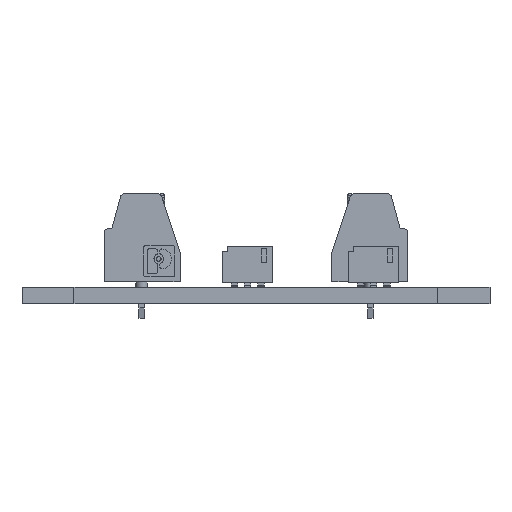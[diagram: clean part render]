
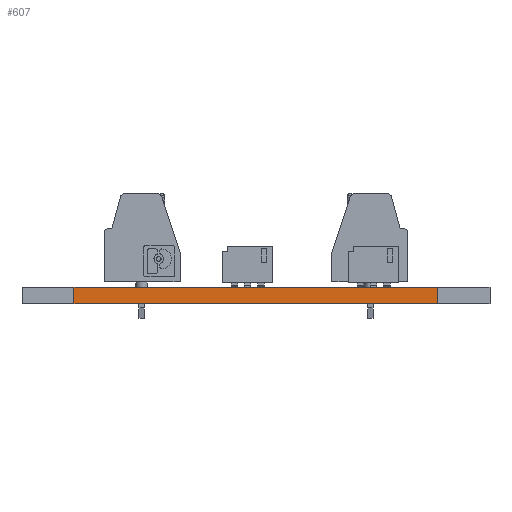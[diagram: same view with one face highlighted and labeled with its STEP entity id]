
A CAD part, front view. The second image highlights one B-rep face of the part: STEP entity #607.
In plain terms, the highlighted planar face has unit normal (0, -1, 0).
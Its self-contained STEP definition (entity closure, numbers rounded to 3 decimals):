
#607=ADVANCED_FACE('',(#2048),#2049,.T.);
#2048=FACE_OUTER_BOUND('',#5400,.T.);
#2049=PLANE('',#5401);
#5400=EDGE_LOOP('',(#11676,#11677,#11678,#11679));
#5401=AXIS2_PLACEMENT_3D('',#11680,#11681,#11682);
#11676=ORIENTED_EDGE('',*,*,#15671,.T.);
#11677=ORIENTED_EDGE('',*,*,#15672,.F.);
#11678=ORIENTED_EDGE('',*,*,#15329,.T.);
#11679=ORIENTED_EDGE('',*,*,#15670,.T.);
#11680=CARTESIAN_POINT('',(-17.5,0.,1.6));
#11681=DIRECTION('',(0.0,-1.0,0.));
#11682=DIRECTION('',(0.,0.,-1.0));
#15329=EDGE_CURVE('',#18281,#18279,#18282,.T.);
#15670=EDGE_CURVE('',#18279,#18796,#18798,.T.);
#15671=EDGE_CURVE('',#18796,#18799,#18800,.T.);
#15672=EDGE_CURVE('',#18281,#18799,#18801,.T.);
#18279=VERTEX_POINT('',#23429);
#18281=VERTEX_POINT('',#23432);
#18282=LINE('',#23433,#23434);
#18796=VERTEX_POINT('',#24319);
#18798=LINE('',#24322,#24323);
#18799=VERTEX_POINT('',#24324);
#18800=LINE('',#24325,#24326);
#18801=LINE('',#24327,#24328);
#23429=CARTESIAN_POINT('',(-17.5,0.,1.6));
#23432=CARTESIAN_POINT('',(17.5,0.,1.6));
#23433=CARTESIAN_POINT('',(0.,0.,1.6));
#23434=VECTOR('',#28467,1.0);
#24319=CARTESIAN_POINT('',(-17.5,0.0,0.0));
#24322=CARTESIAN_POINT('',(-17.5,0.,1.6));
#24323=VECTOR('',#28840,1.0);
#24324=CARTESIAN_POINT('',(17.5,0.0,0.0));
#24325=CARTESIAN_POINT('',(0.,0.0,0.0));
#24326=VECTOR('',#28841,1.0);
#24327=CARTESIAN_POINT('',(17.5,0.,1.6));
#24328=VECTOR('',#28842,1.0);
#28467=DIRECTION('',(-1.0,0.,0.));
#28840=DIRECTION('',(0.,0.,-1.0));
#28841=DIRECTION('',(1.0,0.,0.));
#28842=DIRECTION('',(0.,0.,-1.0));
